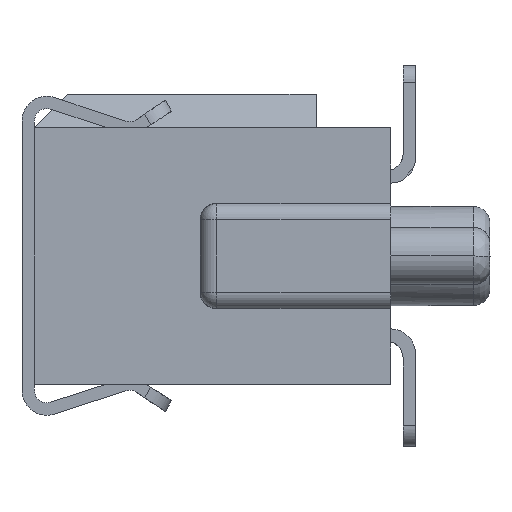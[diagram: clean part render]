
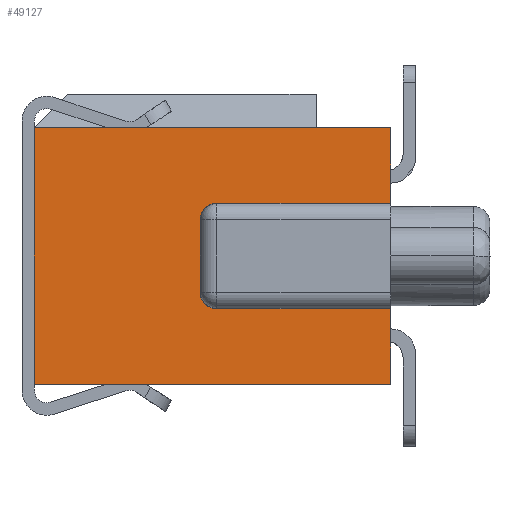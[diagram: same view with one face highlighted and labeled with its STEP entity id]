
A CAD part, left-side view. The second image highlights one B-rep face of the part: STEP entity #49127.
In plain terms, the highlighted planar face has unit normal (-1, 0, 0).
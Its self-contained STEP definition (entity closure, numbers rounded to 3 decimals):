
#2217=CARTESIAN_POINT('',(1.271,5.,0.));
#2218=VERTEX_POINT('',#2217);
#2219=CARTESIAN_POINT('',(1.271,5.,-3.1));
#2220=VERTEX_POINT('',#2219);
#2221=CARTESIAN_POINT('',(1.271,5.,0.));
#2222=DIRECTION('',(0.,0.,-1.));
#2223=VECTOR('',#2222,3.1);
#2224=LINE('',#2221,#2223);
#2225=EDGE_CURVE('',#2218,#2220,#2224,.T.);
#3869=CARTESIAN_POINT('',(1.271,3.,-1.985));
#3870=VERTEX_POINT('',#3869);
#3887=CARTESIAN_POINT('',(1.271,3.,-1.115));
#3888=VERTEX_POINT('',#3887);
#3895=CARTESIAN_POINT('',(1.271,3.,-1.985));
#3896=DIRECTION('',(0.,0.,1.));
#3897=VECTOR('',#3896,0.87);
#3898=LINE('',#3895,#3897);
#3899=EDGE_CURVE('',#3870,#3888,#3898,.T.);
#3923=CARTESIAN_POINT('',(1.271,2.8,-0.915));
#3924=VERTEX_POINT('',#3923);
#3925=CARTESIAN_POINT('',(1.271,3.,-1.115));
#3926=CARTESIAN_POINT('',(1.271,3.,-1.094));
#3927=CARTESIAN_POINT('',(1.271,2.993,-1.052));
#3928=CARTESIAN_POINT('',(1.271,2.964,-0.995));
#3929=CARTESIAN_POINT('',(1.271,2.92,-0.951));
#3930=CARTESIAN_POINT('',(1.271,2.863,-0.922));
#3931=CARTESIAN_POINT('',(1.271,2.821,-0.915));
#3932=CARTESIAN_POINT('',(1.271,2.8,-0.915));
#3933=B_SPLINE_CURVE_WITH_KNOTS('',3,(#3925,#3926,#3927,#3928,#3929,#3930,#3931,#3932),.UNSPECIFIED.,.F.,.U.,(4,1,1,1,1,4),(0.,0.2,0.4,0.6,0.8,1.),.UNSPECIFIED.);
#3934=EDGE_CURVE('',#3888,#3924,#3933,.T.);
#3969=CARTESIAN_POINT('',(1.271,0.7,-0.915));
#3970=VERTEX_POINT('',#3969);
#3977=CARTESIAN_POINT('',(1.271,2.8,-0.915));
#3978=DIRECTION('',(0.,-1.,0.));
#3979=VECTOR('',#3978,2.1);
#3980=LINE('',#3977,#3979);
#3981=EDGE_CURVE('',#3924,#3970,#3980,.T.);
#3991=CARTESIAN_POINT('',(1.271,2.8,-2.185));
#3992=VERTEX_POINT('',#3991);
#3993=CARTESIAN_POINT('',(1.271,0.7,-2.185));
#3994=VERTEX_POINT('',#3993);
#3995=CARTESIAN_POINT('',(1.271,2.8,-2.185));
#3996=DIRECTION('',(0.,-1.,0.));
#3997=VECTOR('',#3996,2.1);
#3998=LINE('',#3995,#3997);
#3999=EDGE_CURVE('',#3992,#3994,#3998,.T.);
#4045=CARTESIAN_POINT('',(1.271,2.8,-2.185));
#4046=CARTESIAN_POINT('',(1.271,2.821,-2.185));
#4047=CARTESIAN_POINT('',(1.271,2.863,-2.178));
#4048=CARTESIAN_POINT('',(1.271,2.92,-2.149));
#4049=CARTESIAN_POINT('',(1.271,2.964,-2.105));
#4050=CARTESIAN_POINT('',(1.271,2.993,-2.048));
#4051=CARTESIAN_POINT('',(1.271,3.,-2.006));
#4052=CARTESIAN_POINT('',(1.271,3.,-1.985));
#4053=B_SPLINE_CURVE_WITH_KNOTS('',3,(#4045,#4046,#4047,#4048,#4049,#4050,#4051,#4052),.UNSPECIFIED.,.F.,.U.,(4,1,1,1,1,4),(0.,0.2,0.4,0.6,0.8,1.),.UNSPECIFIED.);
#4054=EDGE_CURVE('',#3992,#3870,#4053,.T.);
#49006=CARTESIAN_POINT('',(1.271,0.7,-3.1));
#49007=VERTEX_POINT('',#49006);
#49014=CARTESIAN_POINT('',(1.271,0.7,-3.1));
#49015=DIRECTION('',(0.,1.,0.));
#49016=VECTOR('',#49015,4.3);
#49017=LINE('',#49014,#49016);
#49018=EDGE_CURVE('',#49007,#2220,#49017,.T.);
#49041=CARTESIAN_POINT('',(1.271,0.7,0.));
#49042=VERTEX_POINT('',#49041);
#49043=CARTESIAN_POINT('',(1.271,0.7,0.));
#49044=DIRECTION('',(0.,1.,0.));
#49045=VECTOR('',#49044,4.3);
#49046=LINE('',#49043,#49045);
#49047=EDGE_CURVE('',#49042,#2218,#49046,.T.);
#49100=CARTESIAN_POINT('',(1.271,2.85,-1.55));
#49101=DIRECTION('',(0.,-1.,0.));
#49102=DIRECTION('',(-1.,0.,0.));
#49103=AXIS2_PLACEMENT_3D('',#49100,#49102,#49101);
#49104=PLANE('',#49103);
#49105=ORIENTED_EDGE('',*,*,#4054,.T.);
#49106=ORIENTED_EDGE('',*,*,#3899,.T.);
#49107=ORIENTED_EDGE('',*,*,#3934,.T.);
#49108=ORIENTED_EDGE('',*,*,#3981,.T.);
#49109=CARTESIAN_POINT('',(1.271,0.7,0.));
#49110=DIRECTION('',(0.,0.,-1.));
#49111=VECTOR('',#49110,0.915);
#49112=LINE('',#49109,#49111);
#49113=EDGE_CURVE('',#49042,#3970,#49112,.T.);
#49114=ORIENTED_EDGE('',*,*,#49113,.F.);
#49115=ORIENTED_EDGE('',*,*,#49047,.T.);
#49116=ORIENTED_EDGE('',*,*,#2225,.T.);
#49117=ORIENTED_EDGE('',*,*,#49018,.F.);
#49118=CARTESIAN_POINT('',(1.271,0.7,-3.1));
#49119=DIRECTION('',(0.,0.,1.));
#49120=VECTOR('',#49119,0.915);
#49121=LINE('',#49118,#49120);
#49122=EDGE_CURVE('',#49007,#3994,#49121,.T.);
#49123=ORIENTED_EDGE('',*,*,#49122,.T.);
#49124=ORIENTED_EDGE('',*,*,#3999,.F.);
#49125=EDGE_LOOP('',(#49105,#49106,#49107,#49108,#49114,#49115,#49116,#49117,#49123,#49124));
#49126=FACE_OUTER_BOUND('',#49125,.T.);
#49127=ADVANCED_FACE('',(#49126),#49104,.T.);
